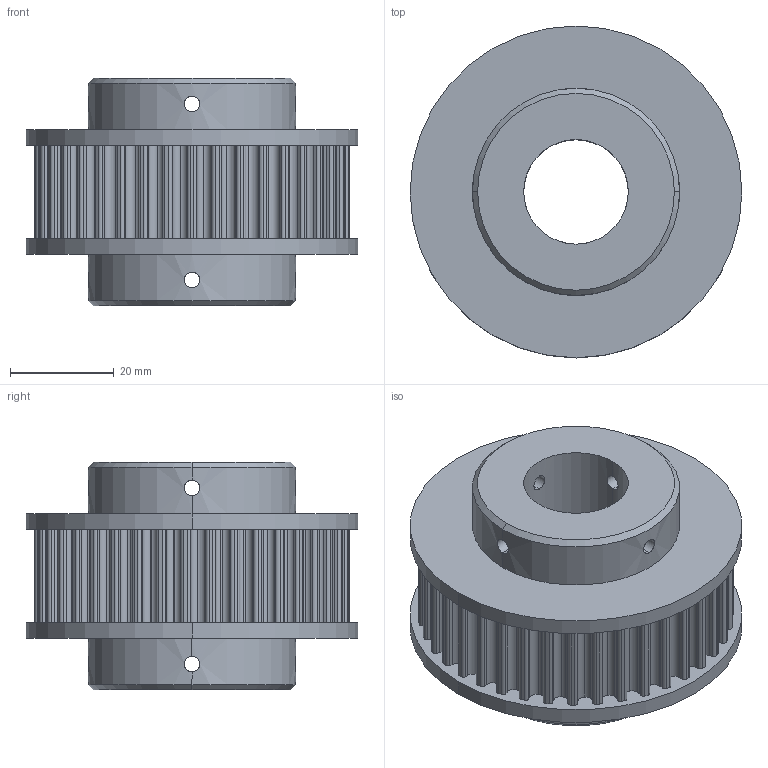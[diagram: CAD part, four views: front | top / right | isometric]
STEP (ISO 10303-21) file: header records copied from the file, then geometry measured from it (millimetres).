
FILE_DESCRIPTION (( 'STEP AP214' ), '1' );
FILE_NAME ('htd_5m_39T.step', '2025-05-13T06:19:37', ( '' ), ( '' ), 'SwSTEP 2.0', 'SolidWorks 2024', '' );
FILE_SCHEMA (( 'AUTOMOTIVE_DESIGN' ));
Length unit declared in the file: millimetre
Products named in the file (1): htd_5m_39T
Bounding box: 64.07 x 64.07 x 44 mm (x, y, z)
Volume: 77350.6 mm3; surface area: 19774.4 mm2
Topology: 1 solids, 1 shells, 346 faces, 1024 edges, 676 vertices
Faces by surface type: cylinder 258, plane 84, cone 4
Entity records: 12571 total; most frequent: CARTESIAN_POINT 2847, DIRECTION 2174, ORIENTED_EDGE 2048, EDGE_CURVE 1024, AXIS2_PLACEMENT_3D 835, VERTEX_POINT 676, VECTOR 504, LINE 504
